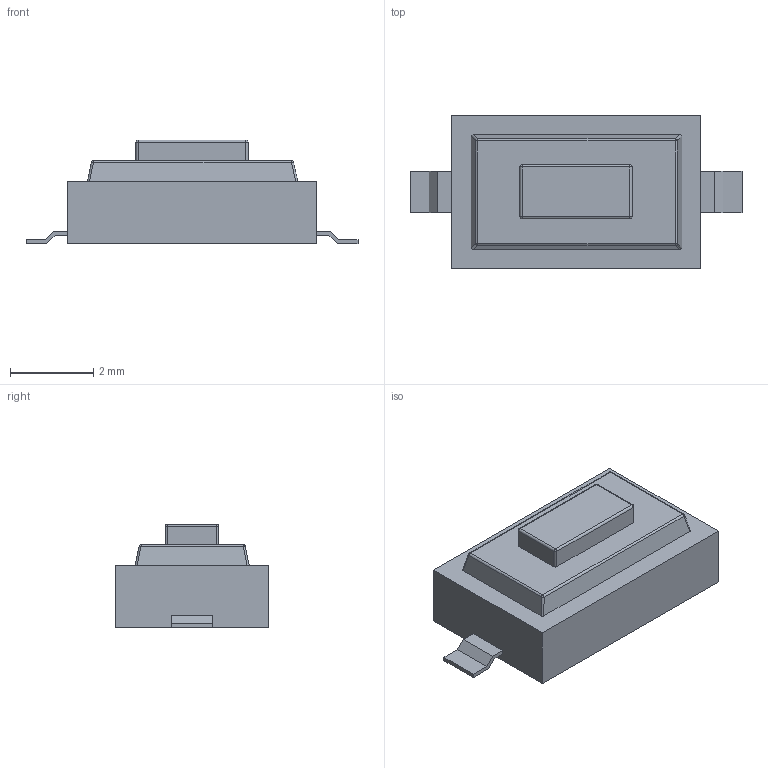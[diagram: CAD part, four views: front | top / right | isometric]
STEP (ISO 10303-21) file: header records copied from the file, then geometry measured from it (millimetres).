
FILE_DESCRIPTION(('FreeCAD Model'),'2;1');
FILE_NAME('Switch.step', '2020-12-19T18:18:56',('kicad StepUp'),('ksu MCAD'), 'Open CASCADE STEP processor 7.3','FreeCAD','Unknown');
FILE_SCHEMA(('AUTOMOTIVE_DESIGN { 1 0 10303 214 1 1 1 1 }'));
Length unit declared in the file: millimetre
Products named in the file (1): Switch
Bounding box: 8 x 3.7 x 2.5 mm (x, y, z)
Volume: 41.8 mm3; surface area: 88 mm2
Topology: 1 solids, 1 shells, 58 faces, 140 edges, 80 vertices
Faces by surface type: plane 30, bspline 12, sphere 8, cylinder 8
Entity records: 2220 total; most frequent: CARTESIAN_POINT 563, ORIENTED_EDGE 264, DIRECTION 234, EDGE_CURVE 132, LINE 84, VECTOR 84, VERTEX_POINT 80, AXIS2_PLACEMENT_3D 75
